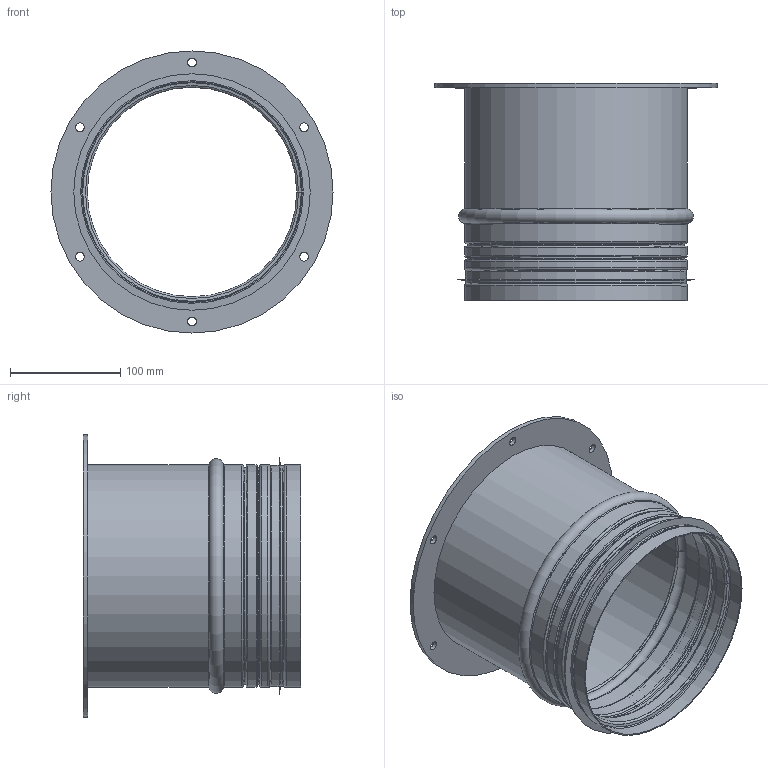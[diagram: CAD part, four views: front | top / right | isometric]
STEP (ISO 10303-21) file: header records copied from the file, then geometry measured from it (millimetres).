
FILE_DESCRIPTION(/* description */ ('Rörämne imkanal'),/* implementation_level */ '2;1');
FILE_NAME(/* name */ 'HSKFH-03.stp',/* time_stamp */ '2015-07-10T13:23:36+02:00',/* author */ ('John'),/* organization */ (''),/* preprocessor_version */ 'ST-DEVELOPER v15.6',/* originating_system */ 'Autodesk Inventor 2015',/* authorisation */ '');
FILE_SCHEMA (('AUTOMOTIVE_DESIGN { 1 0 10303 214 3 1 1 }'));
Length unit declared in the file: millimetre
Products named in the file (5): HSKFH-AA-03; HIK-AA-4; HIK-AB-4; HFSH-200; HSKFH-03
Assembly tree (4 placements, depth 2):
  HSKFH-03
    HSKFH-AA-03
    HIK-AA-4
    HIK-AB-4
    HFSH-200
Bounding box: 256 x 197 x 256 mm (x, y, z)
Volume: 237146.8 mm3; surface area: 349022.4 mm2
Topology: 4 solids, 4 shells, 114 faces, 228 edges, 122 vertices
Faces by surface type: plane 50, torus 28, cylinder 26, cone 10
Full cylindrical faces by diameter (mm): 8 x6, 197 x2, 200.6 x2, 201.6 x1, 202.5 x1, 214.6 x1, 256 x1
Entity records: 3045 total; most frequent: DIRECTION 574, CARTESIAN_POINT 451, ORIENTED_EDGE 412, AXIS2_PLACEMENT_3D 245, EDGE_CURVE 206, EDGE_LOOP 154, CIRCLE 122, VERTEX_POINT 122
